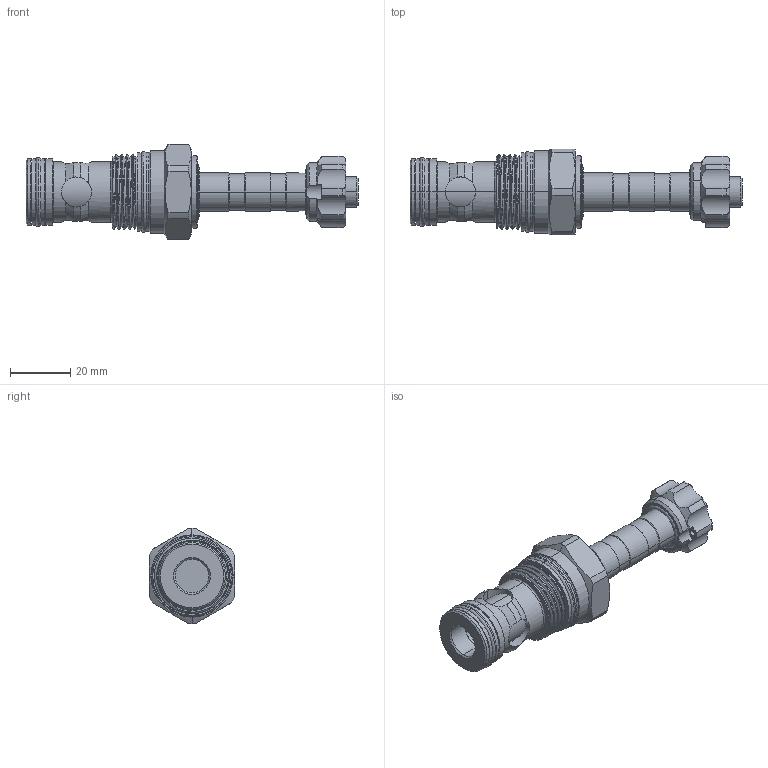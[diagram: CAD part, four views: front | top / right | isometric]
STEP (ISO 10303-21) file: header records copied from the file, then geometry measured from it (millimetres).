
FILE_DESCRIPTION (( 'STEP AP203' ), '1' );
FILE_NAME ('EP5A2A31M85.STEP', '2016-08-11T08:23:50', ( '' ), ( '' ), 'SwSTEP 2.0', 'SolidWorks 2012', '' );
FILE_SCHEMA (( 'CONFIG_CONTROL_DESIGN' ));
Length unit declared in the file: millimetre
Products named in the file (1): EP5A2A31M85
Bounding box: 110.5 x 28.57 x 31.8 mm (x, y, z)
Volume: 33188.4 mm3; surface area: 13134.6 mm2
Topology: 6 solids, 6 shells, 300 faces, 747 edges, 473 vertices
Faces by surface type: cylinder 147, cone 58, torus 40, plane 36, bspline 19
Entity records: 20844 total; most frequent: CARTESIAN_POINT 13994, ORIENTED_EDGE 1494, DIRECTION 1371, EDGE_CURVE 747, AXIS2_PLACEMENT_3D 593, VERTEX_POINT 473, EDGE_LOOP 326, CIRCLE 311
